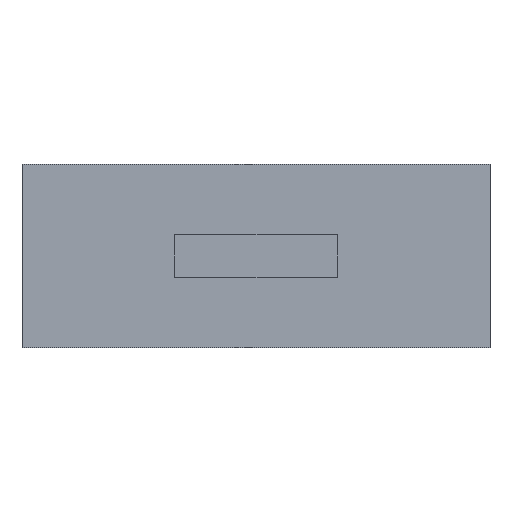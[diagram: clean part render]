
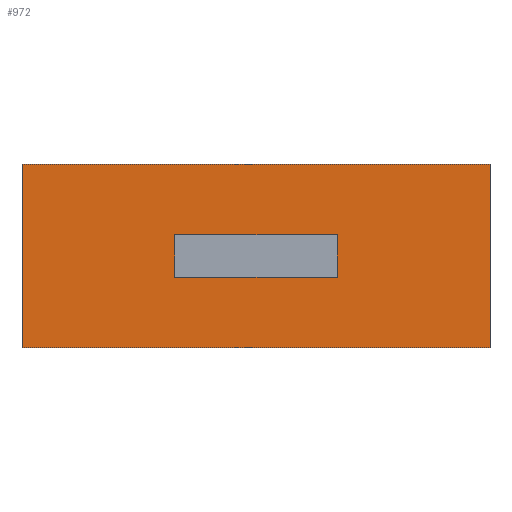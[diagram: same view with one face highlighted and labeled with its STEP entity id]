
A CAD part, front view. The second image highlights one B-rep face of the part: STEP entity #972.
In plain terms, the highlighted planar face has unit normal (0, -1, 0).
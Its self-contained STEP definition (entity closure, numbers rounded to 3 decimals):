
#37 = LINE ( 'NONE', #230, #1481 ) ;
#86 = CARTESIAN_POINT ( 'NONE',  ( 23., 0., -9. ) ) ;
#89 = LINE ( 'NONE', #1431, #1435 ) ;
#99 = DIRECTION ( 'NONE',  ( 0., 0., 1. ) ) ;
#121 = VERTEX_POINT ( 'NONE', #528 ) ;
#142 = ORIENTED_EDGE ( 'NONE', *, *, #397, .F. ) ;
#151 = EDGE_CURVE ( 'NONE', #1606, #1807, #729, .T. ) ;
#160 = CARTESIAN_POINT ( 'NONE',  ( 8., 0., 2.1 ) ) ;
#206 = EDGE_CURVE ( 'NONE', #1716, #1606, #89, .T. ) ;
#214 = CARTESIAN_POINT ( 'NONE',  ( 1., 0., 9. ) ) ;
#230 = CARTESIAN_POINT ( 'NONE',  ( -8., 0., 2.1 ) ) ;
#243 = EDGE_CURVE ( 'NONE', #1921, #837, #1527, .T. ) ;
#264 = VECTOR ( 'NONE', #1439, 1000. ) ;
#311 = VERTEX_POINT ( 'NONE', #1820 ) ;
#345 = LINE ( 'NONE', #751, #746 ) ;
#346 = FACE_OUTER_BOUND ( 'NONE', #1060, .T. ) ;
#350 = CARTESIAN_POINT ( 'NONE',  ( -23., 0., -9. ) ) ;
#359 = CARTESIAN_POINT ( 'NONE',  ( 23., 0., 9. ) ) ;
#397 = EDGE_CURVE ( 'NONE', #837, #311, #1148, .T. ) ;
#410 = DIRECTION ( 'NONE',  ( 0., 0., 1. ) ) ;
#447 = EDGE_CURVE ( 'NONE', #1807, #121, #37, .T. ) ;
#468 = ORIENTED_EDGE ( 'NONE', *, *, #1688, .F. ) ;
#519 = EDGE_LOOP ( 'NONE', ( #1024, #1014, #1310, #1231 ) ) ;
#528 = CARTESIAN_POINT ( 'NONE',  ( -8., 0., -2.1 ) ) ;
#530 = ORIENTED_EDGE ( 'NONE', *, *, #1300, .F. ) ;
#536 = CARTESIAN_POINT ( 'NONE',  ( 0., 0., 9. ) ) ;
#571 = VECTOR ( 'NONE', #99, 1000. ) ;
#591 = CARTESIAN_POINT ( 'NONE',  ( -23., 0., 9. ) ) ;
#605 = DIRECTION ( 'NONE',  ( 1., 0., 0. ) ) ;
#606 = CARTESIAN_POINT ( 'NONE',  ( -8., 0., 2.1 ) ) ;
#616 = LINE ( 'NONE', #1587, #571 ) ;
#658 = VECTOR ( 'NONE', #827, 1000. ) ;
#711 = CARTESIAN_POINT ( 'NONE',  ( 23., 0., 9. ) ) ;
#729 = LINE ( 'NONE', #1725, #658 ) ;
#746 = VECTOR ( 'NONE', #605, 1000. ) ;
#751 = CARTESIAN_POINT ( 'NONE',  ( -8., 0., -2.1 ) ) ;
#827 = DIRECTION ( 'NONE',  ( -1., 0., 0. ) ) ;
#837 = VERTEX_POINT ( 'NONE', #86 ) ;
#908 = VECTOR ( 'NONE', #1682, 1000. ) ;
#961 = DIRECTION ( 'NONE',  ( 0., 0., -1. ) ) ;
#972 = ADVANCED_FACE ( 'NONE', ( #1191, #346 ), #1736, .F. ) ;
#1014 = ORIENTED_EDGE ( 'NONE', *, *, #1118, .F. ) ;
#1024 = ORIENTED_EDGE ( 'NONE', *, *, #206, .F. ) ;
#1026 = ORIENTED_EDGE ( 'NONE', *, *, #243, .F. ) ;
#1060 = EDGE_LOOP ( 'NONE', ( #142, #1026, #468, #530 ) ) ;
#1118 = EDGE_CURVE ( 'NONE', #121, #1716, #345, .T. ) ;
#1148 = LINE ( 'NONE', #350, #908 ) ;
#1191 = FACE_BOUND ( 'NONE', #519, .T. ) ;
#1231 = ORIENTED_EDGE ( 'NONE', *, *, #151, .F. ) ;
#1300 = EDGE_CURVE ( 'NONE', #311, #1652, #616, .T. ) ;
#1310 = ORIENTED_EDGE ( 'NONE', *, *, #447, .F. ) ;
#1431 = CARTESIAN_POINT ( 'NONE',  ( 8., 0., 2.1 ) ) ;
#1435 = VECTOR ( 'NONE', #1761, 1000. ) ;
#1439 = DIRECTION ( 'NONE',  ( 0., 0., -1. ) ) ;
#1481 = VECTOR ( 'NONE', #961, 1000. ) ;
#1527 = LINE ( 'NONE', #711, #264 ) ;
#1587 = CARTESIAN_POINT ( 'NONE',  ( -23., 0., 9. ) ) ;
#1606 = VERTEX_POINT ( 'NONE', #160 ) ;
#1652 = VERTEX_POINT ( 'NONE', #591 ) ;
#1682 = DIRECTION ( 'NONE',  ( -1., 0., 0. ) ) ;
#1688 = EDGE_CURVE ( 'NONE', #1652, #1921, #1786, .T. ) ;
#1707 = DIRECTION ( 'NONE',  ( 1., 0., 0. ) ) ;
#1716 = VERTEX_POINT ( 'NONE', #1843 ) ;
#1725 = CARTESIAN_POINT ( 'NONE',  ( -8., 0., 2.1 ) ) ;
#1736 = PLANE ( 'NONE',  #1901 ) ;
#1761 = DIRECTION ( 'NONE',  ( 0., 0., 1. ) ) ;
#1786 = LINE ( 'NONE', #214, #1893 ) ;
#1807 = VERTEX_POINT ( 'NONE', #606 ) ;
#1820 = CARTESIAN_POINT ( 'NONE',  ( -23., 0., -9. ) ) ;
#1843 = CARTESIAN_POINT ( 'NONE',  ( 8., 0., -2.1 ) ) ;
#1893 = VECTOR ( 'NONE', #1707, 1000. ) ;
#1895 = DIRECTION ( 'NONE',  ( 0., 1., 0. ) ) ;
#1901 = AXIS2_PLACEMENT_3D ( 'NONE', #536, #1895, #410 ) ;
#1921 = VERTEX_POINT ( 'NONE', #359 ) ;
